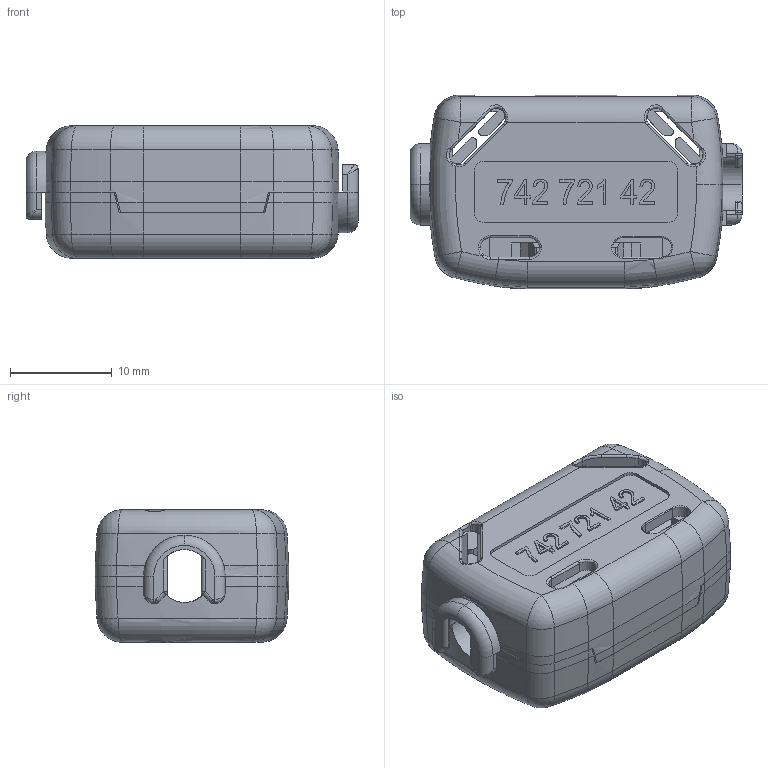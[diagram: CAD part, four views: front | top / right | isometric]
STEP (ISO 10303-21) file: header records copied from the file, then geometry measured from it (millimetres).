
FILE_DESCRIPTION(/* description */ ('Unknown'),/* implementation_level */ '2;1');
FILE_NAME(/* name */ '74272142',/* time_stamp */ '2024-04-19T09:49:14+02:00',/* author */ ('Unknown'),/* organization */ ('Unknown'),/* preprocessor_version */ 'ST-DEVELOPER v18.102',/* originating_system */ 'Solid Edge',/* authorisation */ 'Unknown');
FILE_SCHEMA (('AUTOMOTIVE_DESIGN {1 0 10303 214 3 1 1}'));
Length unit declared in the file: millimetre
Products named in the file (3): 74272142; 74272142_unten; 74272142_oben
Assembly tree (2 placements, depth 2):
  74272142
    74272142_unten
    74272142_oben
Bounding box: 32.6 x 19 x 13 mm (x, y, z)
Volume: 2684.1 mm3; surface area: 4771.5 mm2
Topology: 2 solids, 2 shells, 1281 faces, 3502 edges, 2267 vertices
Faces by surface type: plane 829, cylinder 334, torus 55, cone 26, bspline 22, sphere 15
Full cylindrical faces by diameter (mm): 2.5 x2, 3 x1
Entity records: 41962 total; most frequent: CARTESIAN_POINT 10748, ORIENTED_EDGE 6984, DIRECTION 5711, EDGE_CURVE 3492, LINE 2365, VECTOR 2365, VERTEX_POINT 2265, AXIS2_PLACEMENT_3D 1673
